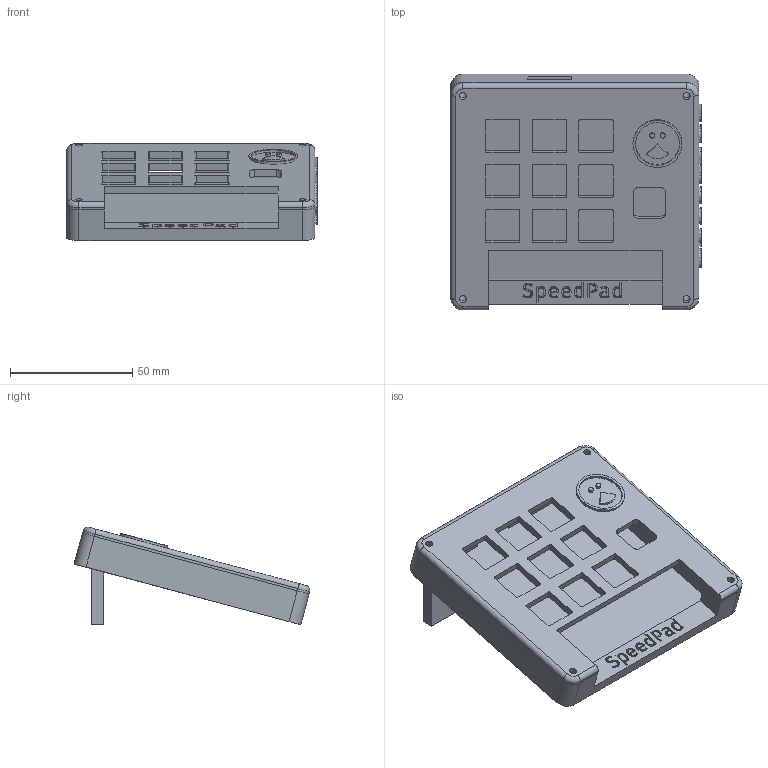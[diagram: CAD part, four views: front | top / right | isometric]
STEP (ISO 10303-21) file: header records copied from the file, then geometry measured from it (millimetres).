
FILE_DESCRIPTION(/* description */ (''),/* implementation_level */ '2;1');
FILE_NAME(/* name */ 'speedpad.step',/* time_stamp */ '2024-10-07T15:11:20+02:00',/* author */ (''),/* organization */ (''),/* preprocessor_version */ 'ST-DEVELOPER v20',/* originating_system */ 'Autodesk Translation Framework v13.20.0.188',/* authorisation */ '');
FILE_SCHEMA (('AUTOMOTIVE_DESIGN { 1 0 10303 214 3 1 1 }'));
Length unit declared in the file: millimetre
Products named in the file (1): Hackpad_Case
Bounding box: 102.4 x 96.32 x 39.82 mm (x, y, z)
Volume: 85261.8 mm3; surface area: 48446.8 mm2
Topology: 3 solids, 5 shells, 589 faces, 1612 edges, 1072 vertices
Faces by surface type: bspline 306, plane 203, cylinder 76, torus 4
Full cylindrical faces by diameter (mm): 2 x2, 2.9 x4, 3 x2, 3.4 x6, 6 x4, 18 x1, 20 x1
Entity records: 21788 total; most frequent: CARTESIAN_POINT 8476, ORIENTED_EDGE 3224, DIRECTION 1727, EDGE_CURVE 1612, VERTEX_POINT 1072, LINE 841, VECTOR 841, EDGE_LOOP 666
